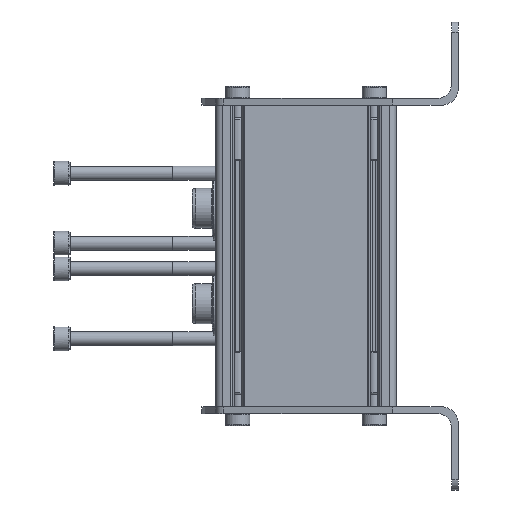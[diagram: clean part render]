
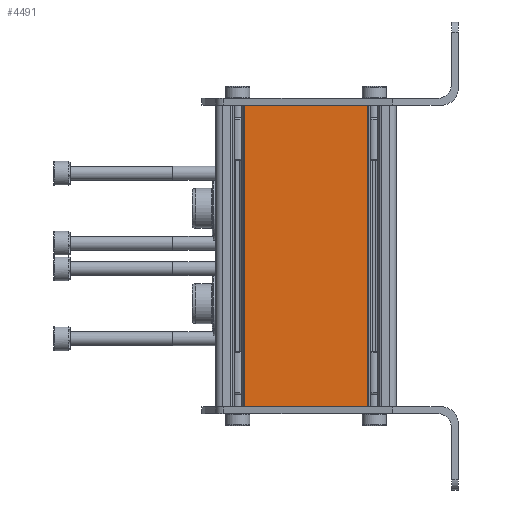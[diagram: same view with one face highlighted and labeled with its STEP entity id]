
A CAD part, left-side view. The second image highlights one B-rep face of the part: STEP entity #4491.
In plain terms, the highlighted planar face has unit normal (-1, 0, 0).
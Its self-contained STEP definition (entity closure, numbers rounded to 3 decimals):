
#274=LINE('',#7260,#604);
#275=LINE('',#7262,#605);
#276=LINE('',#7264,#606);
#277=LINE('',#7266,#607);
#604=VECTOR('',#5762,1000.);
#605=VECTOR('',#5765,1000.);
#606=VECTOR('',#5766,1000.);
#607=VECTOR('',#5767,1000.);
#838=PLANE('',#4919);
#1486=ORIENTED_EDGE('',*,*,#2669,.F.);
#1487=ORIENTED_EDGE('',*,*,#2668,.F.);
#1488=ORIENTED_EDGE('',*,*,#2670,.T.);
#1489=ORIENTED_EDGE('',*,*,#2671,.T.);
#2668=EDGE_CURVE('',#3227,#3226,#274,.T.);
#2669=EDGE_CURVE('',#3226,#3228,#275,.T.);
#2670=EDGE_CURVE('',#3227,#3229,#276,.T.);
#2671=EDGE_CURVE('',#3229,#3228,#277,.T.);
#3226=VERTEX_POINT('',#7257);
#3227=VERTEX_POINT('',#7259);
#3228=VERTEX_POINT('',#7263);
#3229=VERTEX_POINT('',#7265);
#3626=EDGE_LOOP('',(#1486,#1487,#1488,#1489));
#4006=FACE_BOUND('',#3626,.T.);
#4491=ADVANCED_FACE('',(#4006),#838,.T.);
#4919=AXIS2_PLACEMENT_3D('',#7261,#5763,#5764);
#5762=DIRECTION('',(0.,0.,1.));
#5763=DIRECTION('',(-1.,0.,0.));
#5764=DIRECTION('',(0.,0.,1.));
#5765=DIRECTION('',(0.,-1.,0.));
#5766=DIRECTION('',(0.,-1.,0.));
#5767=DIRECTION('',(0.,0.,1.));
#7257=CARTESIAN_POINT('',(-14.35,17.679,0.));
#7259=CARTESIAN_POINT('',(-14.35,17.679,-87.));
#7260=CARTESIAN_POINT('',(-14.35,17.679,-87.));
#7261=CARTESIAN_POINT('',(-14.35,17.679,-87.));
#7262=CARTESIAN_POINT('',(-14.35,17.679,0.));
#7263=CARTESIAN_POINT('',(-14.35,-17.679,0.));
#7264=CARTESIAN_POINT('',(-14.35,17.679,-87.));
#7265=CARTESIAN_POINT('',(-14.35,-17.679,-87.));
#7266=CARTESIAN_POINT('',(-14.35,-17.679,-87.));
